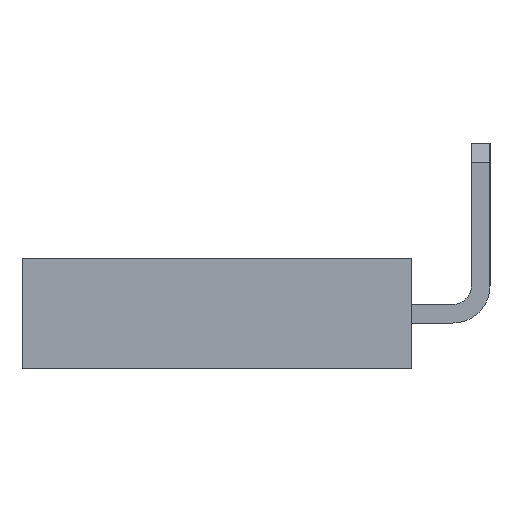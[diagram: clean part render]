
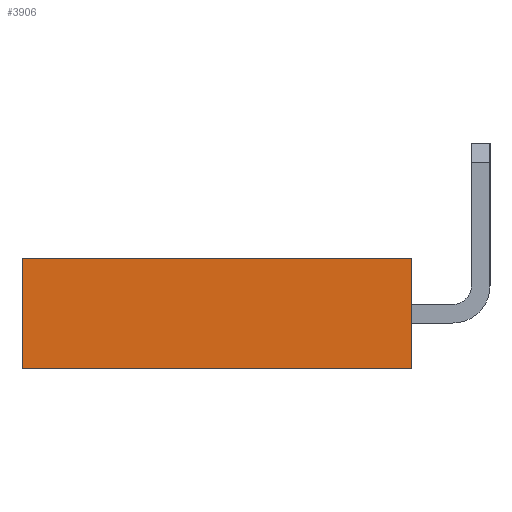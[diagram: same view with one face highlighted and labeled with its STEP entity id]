
A CAD part, left-side view. The second image highlights one B-rep face of the part: STEP entity #3906.
In plain terms, the highlighted planar face has unit normal (-1, 0, 0).
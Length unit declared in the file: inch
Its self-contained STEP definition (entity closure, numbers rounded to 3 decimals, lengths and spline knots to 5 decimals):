
#383=ORIENTED_EDGE('',*,*,#1428,.T.);
#384=ORIENTED_EDGE('',*,*,#1267,.F.);
#385=ORIENTED_EDGE('',*,*,#1449,.F.);
#386=ORIENTED_EDGE('',*,*,#1259,.T.);
#1259=EDGE_CURVE('',#1824,#1823,#2199,.T.);
#1267=EDGE_CURVE('',#1831,#1832,#2207,.T.);
#1428=EDGE_CURVE('',#1823,#1832,#2368,.T.);
#1449=EDGE_CURVE('',#1824,#1831,#2389,.T.);
#1823=VERTEX_POINT('',#5421);
#1824=VERTEX_POINT('',#5423);
#1831=VERTEX_POINT('',#5438);
#1832=VERTEX_POINT('',#5440);
#2199=LINE('',#5422,#2723);
#2207=LINE('',#5439,#2731);
#2368=LINE('',#5760,#2892);
#2389=LINE('',#5792,#2913);
#2723=VECTOR('',#4369,39.37008);
#2731=VECTOR('',#4379,39.37008);
#2892=VECTOR('',#4622,39.37008);
#2913=VECTOR('',#4665,39.37008);
#3260=EDGE_LOOP('',(#383,#384,#385,#386));
#3492=FACE_BOUND('',#3260,.T.);
#3724=PLANE('',#4134);
#3906=ADVANCED_FACE('',(#3492),#3724,.F.);
#4134=AXIS2_PLACEMENT_3D('',#5791,#4663,#4664);
#4369=DIRECTION('',(0.,-1.,0.));
#4379=DIRECTION('',(0.,-1.,0.));
#4622=DIRECTION('',(0.,0.,1.));
#4663=DIRECTION('',(1.,0.,0.));
#4664=DIRECTION('',(0.,0.,-1.));
#4665=DIRECTION('',(0.,0.,1.));
#5421=CARTESIAN_POINT('',(-0.51,0.,-0.0475));
#5422=CARTESIAN_POINT('',(-0.51,0.335,-0.0475));
#5423=CARTESIAN_POINT('',(-0.51,0.335,-0.0475));
#5438=CARTESIAN_POINT('',(-0.51,0.335,0.0475));
#5439=CARTESIAN_POINT('',(-0.51,0.335,0.0475));
#5440=CARTESIAN_POINT('',(-0.51,0.,0.0475));
#5760=CARTESIAN_POINT('',(-0.51,0.,-0.0475));
#5791=CARTESIAN_POINT('',(-0.51,0.335,-0.0475));
#5792=CARTESIAN_POINT('',(-0.51,0.335,-0.0475));
